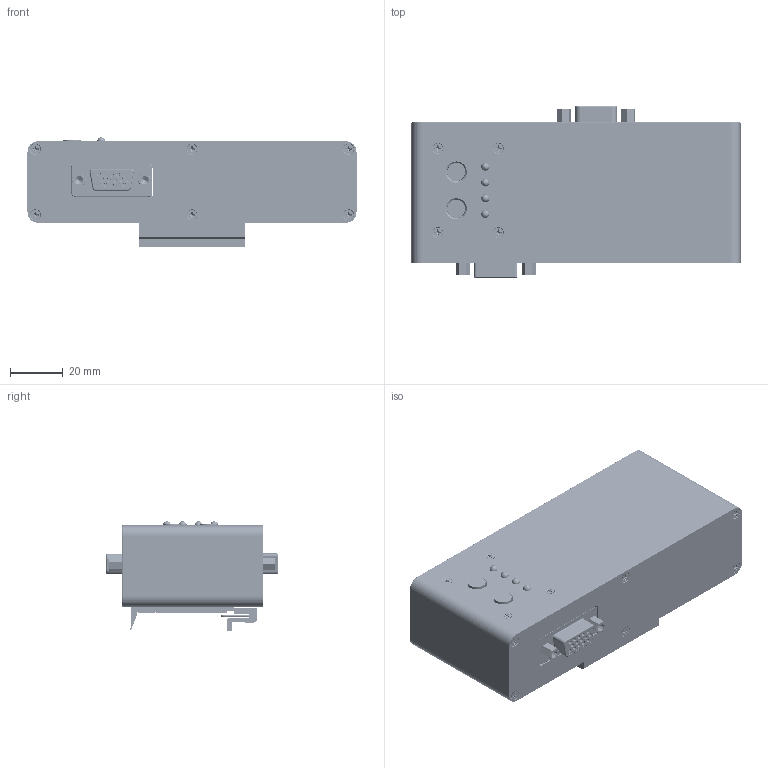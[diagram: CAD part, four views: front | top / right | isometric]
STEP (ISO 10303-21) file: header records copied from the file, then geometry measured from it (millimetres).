
FILE_DESCRIPTION(/* description */ (''),/* implementation_level */ '2;1');
FILE_NAME(/* name */ 'LPA-SMCv1.2.step',/* time_stamp */ '2020-05-01T18:03:05+03:00',/* author */ (''),/* organization */ (''),/* preprocessor_version */ 'ST-DEVELOPER v18.1',/* originating_system */ 'Autodesk Translation Framework v9.2.0.1227',/* authorisation */ '');
FILE_SCHEMA (('AUTOMOTIVE_DESIGN { 1 0 10303 214 3 1 1 }'));
Products named in the file (37): LPA-SMCv1.2; VGA connector on plate (short) v1; WURTH_61400416121 v1; PCB; DC Power Jack 5.5mm x 2; base; Download_STP_430162085826 (rev1) v1; Download_STP_430162085826 (rev1) v1 (1); Contactplates; Contactplates (1); Contactplates (2); Contactplates (3); Contactplates (4); Frame; Frame (1); Frame (2); Frame (3); Frame (4); Contact Plate; Cover; Stem; Terminal; Terminal (1); Terminal (2); Terminal (3); LED_3mm v1 (1); LED_3mm v1 (2); RJ45_10P_TJ3009 v1; DB9 v1; Cover (1); LED_3mm v1; M3 Standoff v1; 91294A125; 91420A001; 675-5119 v1; Component2; 92010A112
Assembly tree (69 placements, depth 3):
  LPA-SMCv1.2
    VGA connector on plate (short) v1
    WURTH_61400416121 v1
    PCB
    DC Power Jack 5.5mm x 2
    base
    LED_3mm v1  x2
    Download_STP_430162085826 (rev1) v1
      Contactplates
      Contactplates (1)
      Contactplates (2)
      Contactplates (3)
      Contactplates (4)
      Frame
      Frame (1)
      Frame (2)
      Frame (3)
      Frame (4)
      Contact Plate
      Cover
      Stem
      Terminal
      Terminal (1)
      Terminal (2)
      Terminal (3)
    Download_STP_430162085826 (rev1) v1 (1)
      Contactplates
      Contactplates (1)
      Contactplates (2)
      Contactplates (3)
      Contactplates (4)
      Frame
      Frame (1)
      Frame (2)
      Frame (3)
      Frame (4)
      Contact Plate
      Cover
      Stem
      Terminal
      Terminal (1)
      Terminal (2)
      Terminal (3)
    LED_3mm v1 (1)
    LED_3mm v1 (2)
    M3 Standoff v1  x2
    91420A001  x10
    91294A125  x4
    RJ45_10P_TJ3009 v1
    DB9 v1
    Cover (1)
    675-5119 v1
      Component2
    92010A112  x3
Bounding box: 125 x 65.1 x 41.59 mm (x, y, z)
Volume: 76826.6 mm3; surface area: 85180.5 mm2
Topology: 104 solids, 104 shells, 4046 faces, 10763 edges, 7035 vertices
Faces by surface type: plane 2308, cylinder 1012, bspline 418, cone 218, torus 63, sphere 27
Full cylindrical faces by diameter (mm): 0.7 x9, 0.8 x15, 1 x13, 1.2 x8, 1.22 x1, 1.25 x10, 1.27 x15, 1.4 x2, 1.48 x50, 2 x86, 2.1 x6, 2.25 x2, 2.323 x9, 2.35 x20, 2.5 x4, 2.98 x24, 3 x62, 3.15 x12, 3.521 x22, 3.691 x10, 6 x4, 6.45 x1, 7 x2, 7.05 x2
Entity records: 109234 total; most frequent: CARTESIAN_POINT 30877, ORIENTED_EDGE 16468, DIRECTION 14817, EDGE_CURVE 8234, LINE 5547, VECTOR 5547, VERTEX_POINT 5378, AXIS2_PLACEMENT_3D 4635
